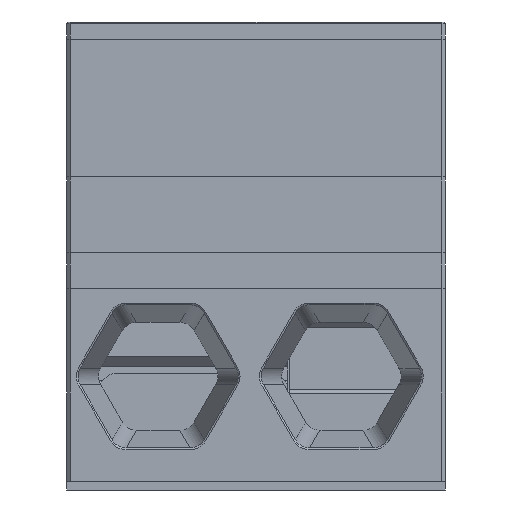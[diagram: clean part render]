
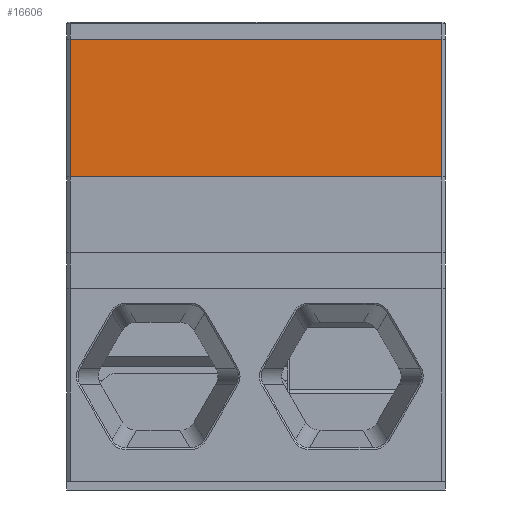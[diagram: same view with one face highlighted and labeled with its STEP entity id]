
A CAD part, front view. The second image highlights one B-rep face of the part: STEP entity #16606.
In plain terms, the highlighted planar face has unit normal (0, -1, 0).
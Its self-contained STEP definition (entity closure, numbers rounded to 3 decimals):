
#1195=PLANE('',#18115);
#2073=FACE_OUTER_BOUND('',#3146,.T.);
#3146=EDGE_LOOP('',(#14928,#14929,#14930,#14931));
#4617=LINE('',#30354,#6143);
#4618=LINE('',#30365,#6144);
#4621=LINE('',#30371,#6147);
#4622=LINE('',#30372,#6148);
#6143=VECTOR('',#22195,10.);
#6144=VECTOR('',#22206,10.);
#6147=VECTOR('',#22211,10.);
#6148=VECTOR('',#22212,10.);
#8290=VERTEX_POINT('',#30340);
#8296=VERTEX_POINT('',#30352);
#8301=VERTEX_POINT('',#30364);
#8303=VERTEX_POINT('',#30370);
#10544=EDGE_CURVE('',#8296,#8290,#4617,.T.);
#10549=EDGE_CURVE('',#8290,#8301,#4618,.T.);
#10552=EDGE_CURVE('',#8303,#8296,#4621,.T.);
#10553=EDGE_CURVE('',#8301,#8303,#4622,.T.);
#14928=ORIENTED_EDGE('',*,*,#10549,.F.);
#14929=ORIENTED_EDGE('',*,*,#10544,.F.);
#14930=ORIENTED_EDGE('',*,*,#10552,.F.);
#14931=ORIENTED_EDGE('',*,*,#10553,.F.);
#16606=ADVANCED_FACE('',(#2073),#1195,.T.);
#18115=AXIS2_PLACEMENT_3D('',#30369,#22209,#22210);
#22195=DIRECTION('',(1.,0.,0.));
#22206=DIRECTION('',(0.,0.,-1.));
#22209=DIRECTION('center_axis',(0.,-1.,0.));
#22210=DIRECTION('ref_axis',(0.,0.,-1.));
#22211=DIRECTION('',(0.,0.,1.));
#22212=DIRECTION('',(-1.,0.,0.));
#30340=CARTESIAN_POINT('',(111.,-58.,201.374));
#30352=CARTESIAN_POINT('',(3.,-58.,201.374));
#30354=CARTESIAN_POINT('',(42.368,-58.,201.374));
#30364=CARTESIAN_POINT('',(111.,-58.,161.374));
#30365=CARTESIAN_POINT('',(111.,-58.,173.938));
#30369=CARTESIAN_POINT('Origin',(27.735,-58.,171.502));
#30370=CARTESIAN_POINT('',(3.,-58.,161.374));
#30371=CARTESIAN_POINT('',(3.,-58.,173.938));
#30372=CARTESIAN_POINT('',(42.368,-58.,161.374));
